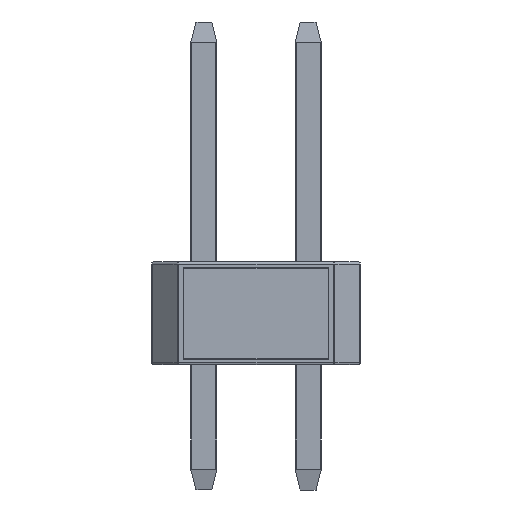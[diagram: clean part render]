
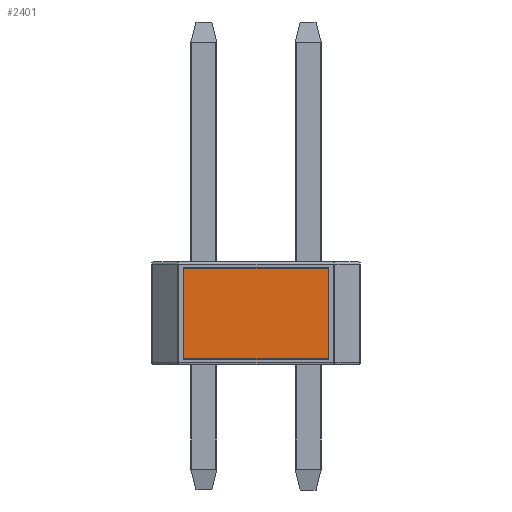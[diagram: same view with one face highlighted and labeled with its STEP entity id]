
A CAD part, left-side view. The second image highlights one B-rep face of the part: STEP entity #2401.
In plain terms, the highlighted planar face has unit normal (-1, 0, 0).
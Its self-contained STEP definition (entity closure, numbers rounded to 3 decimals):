
#450=FACE_OUTER_BOUND('',#576,.T.);
#576=EDGE_LOOP('',(#1978,#1979,#1980,#1981));
#715=LINE('',#3743,#931);
#716=LINE('',#3748,#932);
#719=LINE('',#3756,#935);
#721=LINE('',#3759,#937);
#931=VECTOR('',#2980,10.);
#932=VECTOR('',#2985,10.);
#935=VECTOR('',#2994,10.);
#937=VECTOR('',#2998,10.);
#1128=VERTEX_POINT('',#3740);
#1129=VERTEX_POINT('',#3742);
#1130=VERTEX_POINT('',#3746);
#1131=VERTEX_POINT('',#3747);
#1344=EDGE_CURVE('',#1129,#1128,#715,.T.);
#1346=EDGE_CURVE('',#1130,#1131,#716,.T.);
#1351=EDGE_CURVE('',#1128,#1130,#719,.T.);
#1353=EDGE_CURVE('',#1131,#1129,#721,.T.);
#1978=ORIENTED_EDGE('',*,*,#1351,.T.);
#1979=ORIENTED_EDGE('',*,*,#1346,.T.);
#1980=ORIENTED_EDGE('',*,*,#1353,.T.);
#1981=ORIENTED_EDGE('',*,*,#1344,.T.);
#2164=PLANE('',#2647);
#2401=ADVANCED_FACE('',(#450),#2164,.T.);
#2647=AXIS2_PLACEMENT_3D('',#3957,#3249,#3250);
#2980=DIRECTION('',(0.,1.,0.));
#2985=DIRECTION('',(0.,-1.,0.));
#2994=DIRECTION('',(0.,0.,-1.));
#2998=DIRECTION('',(0.,0.,1.));
#3249=DIRECTION('center_axis',(-1.,0.,0.));
#3250=DIRECTION('ref_axis',(0.,0.,1.));
#3740=CARTESIAN_POINT('',(-1.27,3.023,2.35));
#3742=CARTESIAN_POINT('',(-1.27,-0.488,2.35));
#3743=CARTESIAN_POINT('',(-1.27,3.023,2.35));
#3746=CARTESIAN_POINT('',(-1.27,3.023,0.15));
#3747=CARTESIAN_POINT('',(-1.27,-0.488,0.15));
#3748=CARTESIAN_POINT('',(-1.27,-0.488,0.15));
#3756=CARTESIAN_POINT('',(-1.27,3.023,0.15));
#3759=CARTESIAN_POINT('',(-1.27,-0.488,2.35));
#3957=CARTESIAN_POINT('Origin',(-1.27,1.268,1.25));
